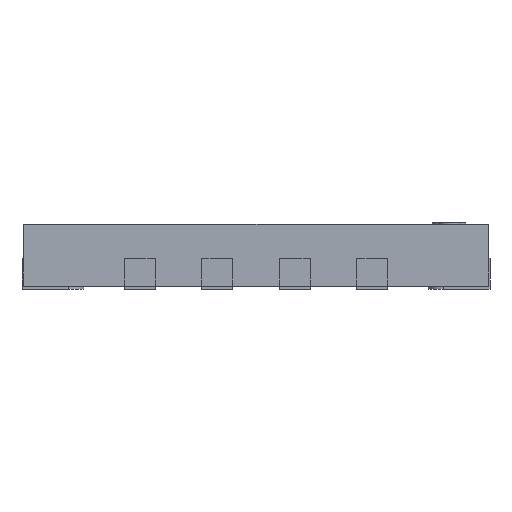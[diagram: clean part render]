
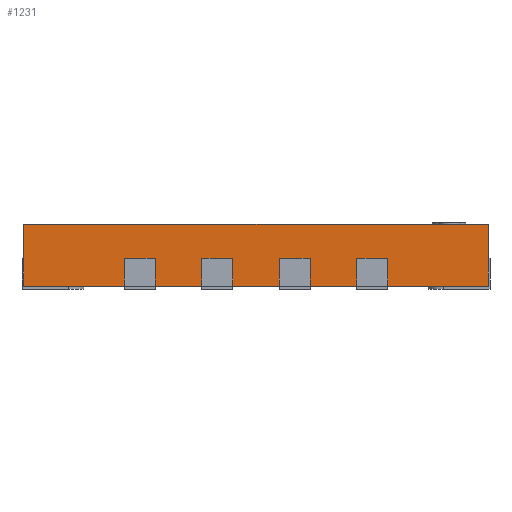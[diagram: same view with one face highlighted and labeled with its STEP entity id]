
A CAD part, left-side view. The second image highlights one B-rep face of the part: STEP entity #1231.
In plain terms, the highlighted planar face has unit normal (-1, 0, 0).
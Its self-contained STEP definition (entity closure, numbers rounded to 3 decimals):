
#489 = DIRECTION ( 'NONE',  ( 0., 1., 0. ) ) ;
#634 = VECTOR ( 'NONE', #4986, 1000. ) ;
#1099 = ORIENTED_EDGE ( 'NONE', *, *, #22050, .F. ) ;
#1164 = LINE ( 'NONE', #11379, #23141 ) ;
#1231 = ADVANCED_FACE ( 'NONE', ( #7347 ), #18433, .F. ) ;
#3287 = VERTEX_POINT ( 'NONE', #11843 ) ;
#3370 = VECTOR ( 'NONE', #4415, 1000. ) ;
#3814 = CARTESIAN_POINT ( 'NONE',  ( -1.5, 1.5, 0.43 ) ) ;
#4415 = DIRECTION ( 'NONE',  ( 0., -1., 0. ) ) ;
#4986 = DIRECTION ( 'NONE',  ( 0., 0., -1. ) ) ;
#5610 = CARTESIAN_POINT ( 'NONE',  ( -1.5, -1.5, 0.43 ) ) ;
#6230 = VERTEX_POINT ( 'NONE', #21804 ) ;
#6787 = ORIENTED_EDGE ( 'NONE', *, *, #18802, .T. ) ;
#7168 = DIRECTION ( 'NONE',  ( 0., 0., -1. ) ) ;
#7347 = FACE_OUTER_BOUND ( 'NONE', #15855, .T. ) ;
#7829 = CARTESIAN_POINT ( 'NONE',  ( -1.5, 1.5, 0.03 ) ) ;
#8056 = LINE ( 'NONE', #7829, #3370 ) ;
#8114 = DIRECTION ( 'NONE',  ( 0., -1., 0. ) ) ;
#8661 = EDGE_CURVE ( 'NONE', #6230, #3287, #1164, .T. ) ;
#11379 = CARTESIAN_POINT ( 'NONE',  ( -1.5, 1.5, 0.43 ) ) ;
#11843 = CARTESIAN_POINT ( 'NONE',  ( -1.5, -1.5, 0.43 ) ) ;
#13805 = ORIENTED_EDGE ( 'NONE', *, *, #8661, .F. ) ;
#15855 = EDGE_LOOP ( 'NONE', ( #17403, #1099, #13805, #6787 ) ) ;
#16628 = DIRECTION ( 'NONE',  ( 1., 0., 0. ) ) ;
#17403 = ORIENTED_EDGE ( 'NONE', *, *, #20546, .T. ) ;
#17689 = VECTOR ( 'NONE', #7168, 1000. ) ;
#18433 = PLANE ( 'NONE',  #20305 ) ;
#18748 = VERTEX_POINT ( 'NONE', #21223 ) ;
#18802 = EDGE_CURVE ( 'NONE', #6230, #21680, #22886, .T. ) ;
#20035 = CARTESIAN_POINT ( 'NONE',  ( -1.5, 1.5, 0.03 ) ) ;
#20305 = AXIS2_PLACEMENT_3D ( 'NONE', #3814, #16628, #489 ) ;
#20546 = EDGE_CURVE ( 'NONE', #21680, #18748, #8056, .T. ) ;
#21112 = CARTESIAN_POINT ( 'NONE',  ( -1.5, 1.5, 0.43 ) ) ;
#21223 = CARTESIAN_POINT ( 'NONE',  ( -1.5, -1.5, 0.03 ) ) ;
#21620 = LINE ( 'NONE', #5610, #17689 ) ;
#21680 = VERTEX_POINT ( 'NONE', #20035 ) ;
#21804 = CARTESIAN_POINT ( 'NONE',  ( -1.5, 1.5, 0.43 ) ) ;
#22050 = EDGE_CURVE ( 'NONE', #3287, #18748, #21620, .T. ) ;
#22886 = LINE ( 'NONE', #21112, #634 ) ;
#23141 = VECTOR ( 'NONE', #8114, 1000. ) ;
